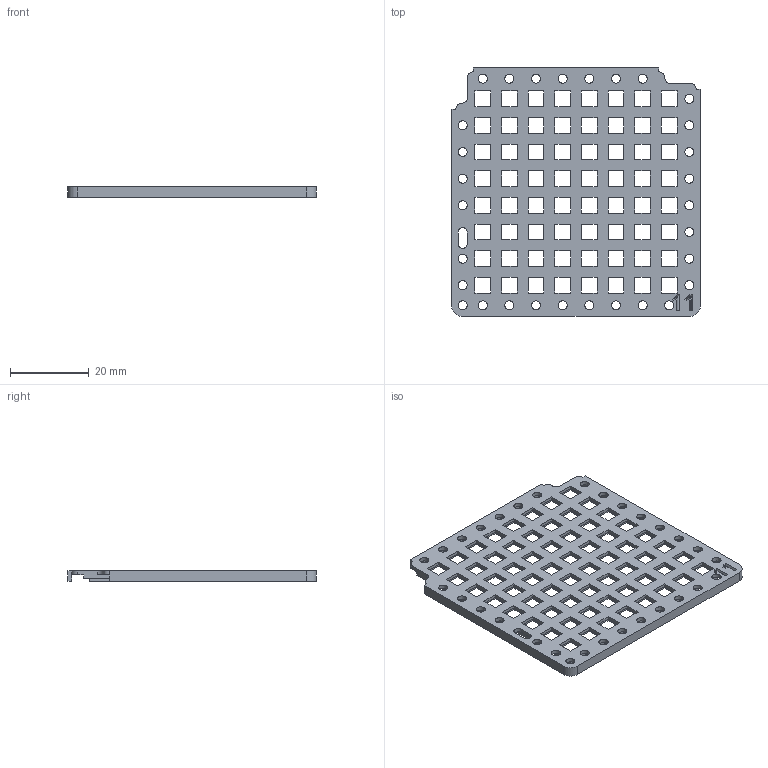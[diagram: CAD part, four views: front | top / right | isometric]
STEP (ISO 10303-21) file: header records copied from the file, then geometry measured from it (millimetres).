
FILE_DESCRIPTION(/* description */ ('STEP AP242','CAx-IF Rec.Pracs.---Representation and Presentation of Product Manufacturing Information (PMI)---4.0---2014-10-13','CAx-IF Rec.Pracs.---3D Tessellated Geometry---0.4---2014-09-14','2;1'),/* implementation_level */ '2;1');
FILE_NAME(/* name */ '6775d21661694d5b682981c4',/* time_stamp */ '2025-01-01T23:39:03Z',/* author */ (''),/* organization */ (''),/* preprocessor_version */ 'ST-DEVELOPER v20',/* originating_system */ 'ONSHAPE BY PTC INC, 1.191',/* authorisation */ ' ');
FILE_SCHEMA (('AP242_MANAGED_MODEL_BASED_3D_ENGINEERING_MIM_LF { 1 0 10303 442 1 1 4 }'));
Length unit declared in the file: metre
Products named in the file (1): LED Grid 6.75mm centers
Bounding box: 63 x 63 x 2.6 mm (x, y, z)
Volume: 3934.2 mm3; surface area: 9382.8 mm2
Topology: 1 solids, 1 shells, 664 faces, 1813 edges, 1217 vertices
Faces by surface type: plane 620, cylinder 42, bspline 2
Full cylindrical faces by diameter (mm): 2.3 x30
Entity records: 20690 total; most frequent: CARTESIAN_POINT 3663, ORIENTED_EDGE 3508, DIRECTION 3158, EDGE_CURVE 1754, LINE 1664, VECTOR 1664, VERTEX_POINT 1188, EDGE_LOOP 950
